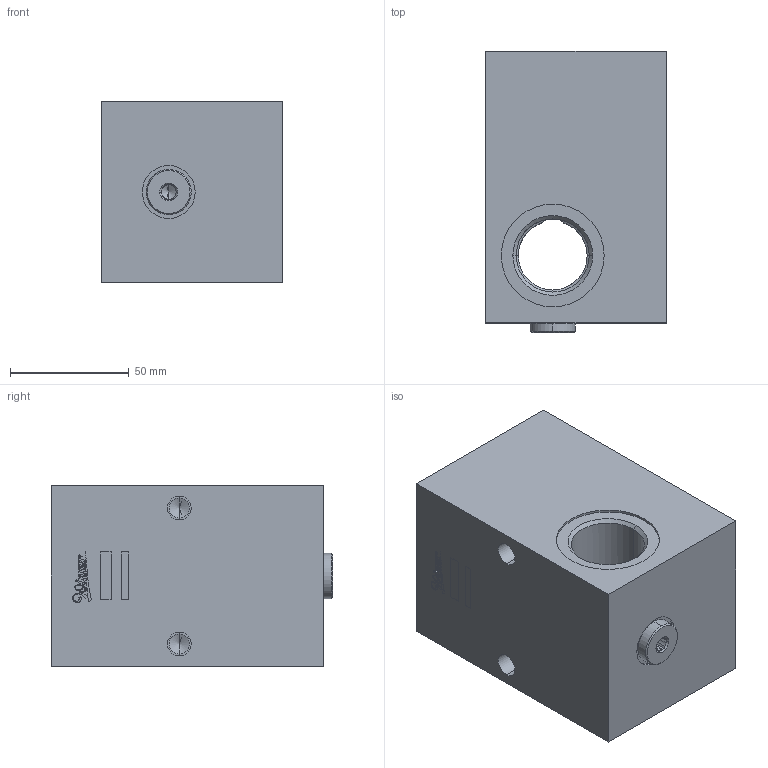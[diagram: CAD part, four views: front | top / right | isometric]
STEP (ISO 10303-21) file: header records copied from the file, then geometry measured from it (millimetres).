
FILE_DESCRIPTION (( 'STEP AP203' ), '1' );
FILE_NAME ('ML-16A2-G08G-Z02.STEP', '2026-02-25T00:43:34', ( '' ), ( '' ), 'SwSTEP 2.0', 'SolidWorks 2018', '' );
FILE_SCHEMA (( 'CONFIG_CONTROL_DESIGN' ));
Length unit declared in the file: millimetre
Products named in the file (5): 4KE161101A001; 6EB016A2G08A001; ML-16A2-G08G-Z02; 7DBG02A001; 6DBG02A001
Assembly tree (4 placements, depth 3):
  ML-16A2-G08G-Z02
    6EB016A2G08A001
    7DBG02A001
      4KE161101A001
      6DBG02A001
Bounding box: 76 x 118.3 x 76 mm (x, y, z)
Volume: 514252.8 mm3; surface area: 64000.8 mm2
Topology: 3 solids, 3 shells, 343 faces, 919 edges, 594 vertices
Faces by surface type: cylinder 208, plane 93, cone 39, torus 2, bspline 1
Entity records: 13647 total; most frequent: CARTESIAN_POINT 4301, DIRECTION 1980, ORIENTED_EDGE 1826, EDGE_CURVE 913, AXIS2_PLACEMENT_3D 775, VERTEX_POINT 594, VECTOR 430, LINE 430
